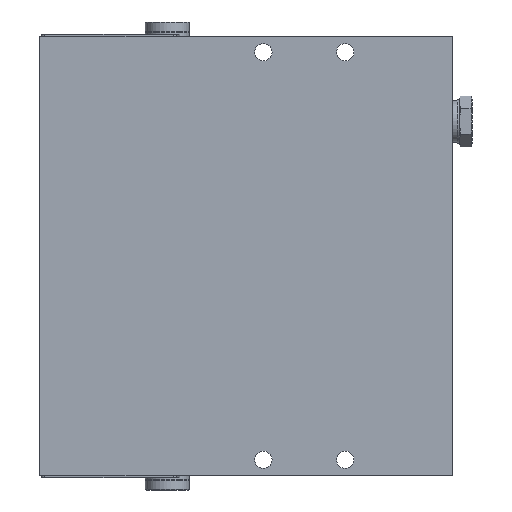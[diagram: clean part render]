
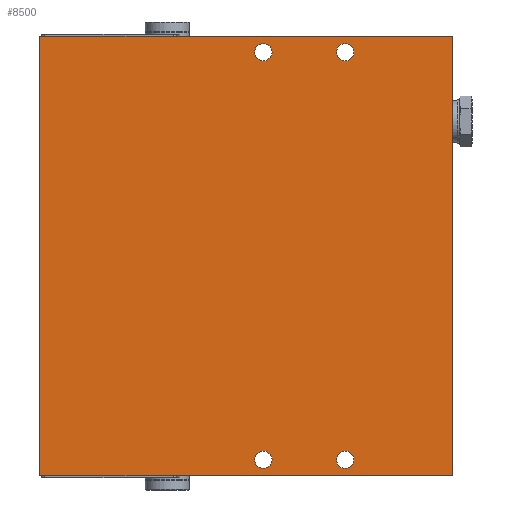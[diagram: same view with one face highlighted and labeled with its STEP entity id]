
A CAD part, front view. The second image highlights one B-rep face of the part: STEP entity #8500.
In plain terms, the highlighted planar face has unit normal (0, -1, 0).
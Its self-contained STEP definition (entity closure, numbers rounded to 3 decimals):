
#489=CIRCLE('',#9253,2.75);
#490=CIRCLE('',#9254,2.75);
#491=CIRCLE('',#9255,2.75);
#492=CIRCLE('',#9256,2.75);
#1098=ORIENTED_EDGE('',*,*,#3363,.T.);
#1099=ORIENTED_EDGE('',*,*,#3364,.T.);
#1100=ORIENTED_EDGE('',*,*,#3365,.T.);
#1101=ORIENTED_EDGE('',*,*,#3366,.T.);
#1102=ORIENTED_EDGE('',*,*,#3367,.T.);
#1103=ORIENTED_EDGE('',*,*,#3368,.F.);
#1104=ORIENTED_EDGE('',*,*,#3296,.F.);
#1105=ORIENTED_EDGE('',*,*,#3025,.T.);
#3025=EDGE_CURVE('',#4160,#4159,#5017,.T.);
#3296=EDGE_CURVE('',#4160,#4429,#5180,.T.);
#3363=EDGE_CURVE('',#4495,#4495,#489,.T.);
#3364=EDGE_CURVE('',#4496,#4496,#490,.T.);
#3365=EDGE_CURVE('',#4497,#4497,#491,.T.);
#3366=EDGE_CURVE('',#4498,#4498,#492,.T.);
#3367=EDGE_CURVE('',#4159,#4499,#5212,.T.);
#3368=EDGE_CURVE('',#4429,#4499,#5213,.T.);
#4159=VERTEX_POINT('',#12747);
#4160=VERTEX_POINT('',#12749);
#4429=VERTEX_POINT('',#13291);
#4495=VERTEX_POINT('',#13428);
#4496=VERTEX_POINT('',#13430);
#4497=VERTEX_POINT('',#13432);
#4498=VERTEX_POINT('',#13434);
#4499=VERTEX_POINT('',#13436);
#5017=LINE('',#12748,#5703);
#5180=LINE('',#13290,#5866);
#5212=LINE('',#13435,#5898);
#5213=LINE('',#13437,#5899);
#5703=VECTOR('',#10092,1000.);
#5866=VECTOR('',#10475,1000.);
#5898=VECTOR('',#10593,1000.);
#5899=VECTOR('',#10594,1000.);
#6505=EDGE_LOOP('',(#1098));
#6506=EDGE_LOOP('',(#1099));
#6507=EDGE_LOOP('',(#1100));
#6508=EDGE_LOOP('',(#1101));
#6509=EDGE_LOOP('',(#1102,#1103,#1104,#1105));
#7393=FACE_BOUND('',#6505,.T.);
#7394=FACE_BOUND('',#6506,.T.);
#7395=FACE_BOUND('',#6507,.T.);
#7396=FACE_BOUND('',#6508,.T.);
#7397=FACE_BOUND('',#6509,.T.);
#8184=PLANE('',#9252);
#8500=ADVANCED_FACE('',(#7393,#7394,#7395,#7396,#7397),#8184,.F.);
#9252=AXIS2_PLACEMENT_3D('',#13426,#10583,#10584);
#9253=AXIS2_PLACEMENT_3D('',#13427,#10585,#10586);
#9254=AXIS2_PLACEMENT_3D('',#13429,#10587,#10588);
#9255=AXIS2_PLACEMENT_3D('',#13431,#10589,#10590);
#9256=AXIS2_PLACEMENT_3D('',#13433,#10591,#10592);
#10092=DIRECTION('',(0.,0.,-1.));
#10475=DIRECTION('',(1.,0.,0.));
#10583=DIRECTION('',(0.,1.,0.));
#10584=DIRECTION('',(0.,0.,1.));
#10585=DIRECTION('',(0.,1.,0.));
#10586=DIRECTION('',(0.,0.,1.));
#10587=DIRECTION('',(0.,1.,0.));
#10588=DIRECTION('',(0.,0.,1.));
#10589=DIRECTION('',(0.,1.,0.));
#10590=DIRECTION('',(0.,0.,1.));
#10591=DIRECTION('',(0.,1.,0.));
#10592=DIRECTION('',(0.,0.,1.));
#10593=DIRECTION('',(1.,0.,0.));
#10594=DIRECTION('',(0.,0.,-1.));
#12747=CARTESIAN_POINT('',(0.,-42.5,0.));
#12748=CARTESIAN_POINT('',(0.,-42.5,139.5));
#12749=CARTESIAN_POINT('',(0.,-42.5,139.5));
#13290=CARTESIAN_POINT('',(0.,-42.5,139.5));
#13291=CARTESIAN_POINT('',(131.,-42.5,139.5));
#13426=CARTESIAN_POINT('',(0.,-42.5,139.5));
#13427=CARTESIAN_POINT('',(60.,-42.5,5.));
#13428=CARTESIAN_POINT('',(60.,-42.5,7.75));
#13429=CARTESIAN_POINT('',(34.,-42.5,134.5));
#13430=CARTESIAN_POINT('',(34.,-42.5,137.25));
#13431=CARTESIAN_POINT('',(60.,-42.5,134.5));
#13432=CARTESIAN_POINT('',(60.,-42.5,137.25));
#13433=CARTESIAN_POINT('',(34.,-42.5,5.));
#13434=CARTESIAN_POINT('',(34.,-42.5,7.75));
#13435=CARTESIAN_POINT('',(0.,-42.5,0.));
#13436=CARTESIAN_POINT('',(131.,-42.5,0.));
#13437=CARTESIAN_POINT('',(131.,-42.5,139.5));
